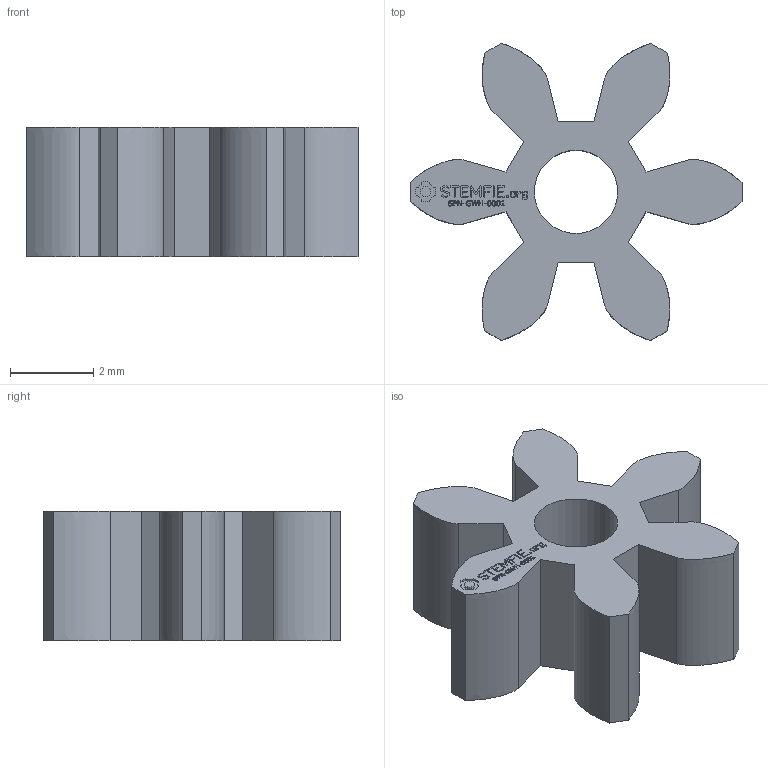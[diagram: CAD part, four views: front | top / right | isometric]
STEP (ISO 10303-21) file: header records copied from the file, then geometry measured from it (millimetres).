
FILE_DESCRIPTION(('FreeCAD Model'),'2;1');
FILE_NAME('Open CASCADE Shape Model','2024-03-09T15:57:58',(''),(''), 'Open CASCADE STEP processor 7.6','FreeCAD','Unknown');
FILE_SCHEMA(('AUTOMOTIVE_DESIGN { 1 0 10303 214 1 1 1 1 }'));
Length unit declared in the file: millimetre
Products named in the file (1): Gear Wheel PLN TTH06 BU00.25 SFT2.0mm - SPN-GWH-0001 (stemfie.org)
Bounding box: 7.99 x 7.15 x 3.12 mm (x, y, z)
Volume: 72 mm3; surface area: 185.3 mm2
Topology: 1 solids, 1 shells, 490 faces, 1371 edges, 914 vertices
Faces by surface type: plane 315, extrusion 174, cylinder 1
Full cylindrical faces by diameter (mm): 2 x1
Entity records: 34977 total; most frequent: CARTESIAN_POINT 8298, DIRECTION 4227, VECTOR 3587, LINE 3413, ORIENTED_EDGE 2742, PCURVE 2742, DEFINITIONAL_REPRESENTATION 2742, EDGE_CURVE 1371
